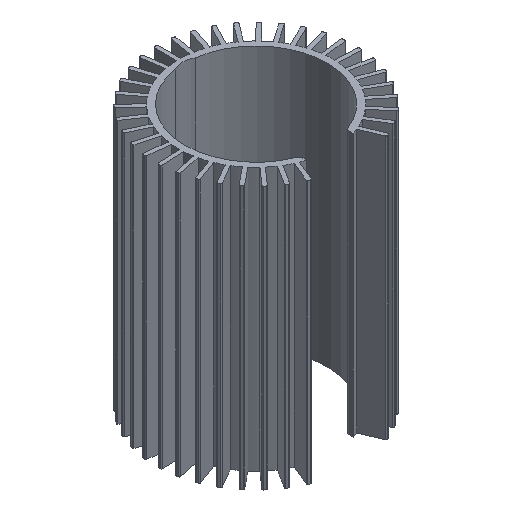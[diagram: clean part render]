
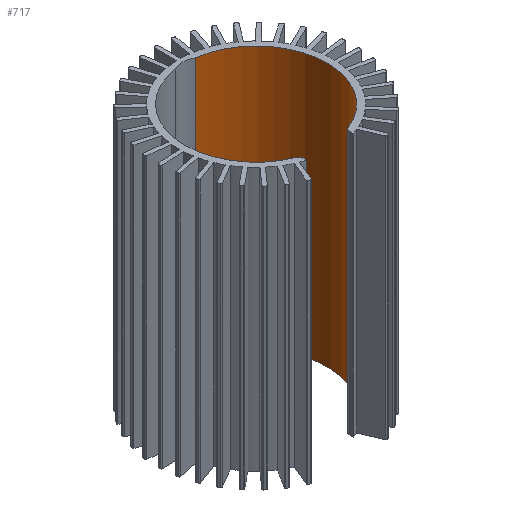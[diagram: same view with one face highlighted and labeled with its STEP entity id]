
A CAD part, isometric view. The second image highlights one B-rep face of the part: STEP entity #717.
In plain terms, the highlighted cylindrical face has radius 18.4 mm (diameter 36.8 mm), a partial arc.
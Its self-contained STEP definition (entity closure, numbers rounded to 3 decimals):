
#715 = VERTEX_POINT ( 'NONE', #4415 ) ;
#717 = ADVANCED_FACE ( 'NONE', ( #4429 ), #4426, .F. ) ;
#718 = EDGE_CURVE ( 'NONE', #715, #794, #4473, .T. ) ;
#724 = ORIENTED_EDGE ( 'NONE', *, *, #725, .F. ) ;
#725 = EDGE_CURVE ( 'NONE', #750, #715, #4458, .T. ) ;
#728 = ORIENTED_EDGE ( 'NONE', *, *, #754, .T. ) ;
#742 = EDGE_LOOP ( 'NONE', ( #765, #724, #749, #728 ) ) ;
#749 = ORIENTED_EDGE ( 'NONE', *, *, #752, .T. ) ;
#750 = VERTEX_POINT ( 'NONE', #4535 ) ;
#752 = EDGE_CURVE ( 'NONE', #750, #780, #4523, .T. ) ;
#754 = EDGE_CURVE ( 'NONE', #780, #794, #4530, .T. ) ;
#765 = ORIENTED_EDGE ( 'NONE', *, *, #718, .F. ) ;
#780 = VERTEX_POINT ( 'NONE', #4601 ) ;
#794 = VERTEX_POINT ( 'NONE', #4625 ) ;
#4415 = CARTESIAN_POINT ( 'NONE',  ( 2.502, 18.229, 0. ) ) ;
#4420 = AXIS2_PLACEMENT_3D ( 'NONE', #4439, #4438, #4468 ) ;
#4426 = CYLINDRICAL_SURFACE ( 'NONE', #4420, 18.4 ) ;
#4429 = FACE_OUTER_BOUND ( 'NONE', #742, .T. ) ;
#4438 = DIRECTION ( 'NONE',  ( 0., 0., -1. ) ) ;
#4439 = CARTESIAN_POINT ( 'NONE',  ( 0., 0., 68. ) ) ;
#4447 = DIRECTION ( 'NONE',  ( 1., 0., 0. ) ) ;
#4448 = DIRECTION ( 'NONE',  ( 0., 0., 1. ) ) ;
#4449 = CARTESIAN_POINT ( 'NONE',  ( 0., 0., 0. ) ) ;
#4450 = AXIS2_PLACEMENT_3D ( 'NONE', #4449, #4448, #4447 ) ;
#4458 = CIRCLE ( 'NONE', #4450, 18.4 ) ;
#4466 = DIRECTION ( 'NONE',  ( 0., 0., 1. ) ) ;
#4467 = VECTOR ( 'NONE', #4466, 1000. ) ;
#4468 = DIRECTION ( 'NONE',  ( -1., 0., 0. ) ) ;
#4472 = CARTESIAN_POINT ( 'NONE',  ( 2.502, 18.229, 34. ) ) ;
#4473 = LINE ( 'NONE', #4472, #4467 ) ;
#4513 = DIRECTION ( 'NONE',  ( 1., 0., 0. ) ) ;
#4514 = DIRECTION ( 'NONE',  ( 0., 0., 1. ) ) ;
#4520 = DIRECTION ( 'NONE',  ( 0., 0., 1. ) ) ;
#4521 = VECTOR ( 'NONE', #4520, 1000. ) ;
#4522 = CARTESIAN_POINT ( 'NONE',  ( 6.639, -17.16, 68. ) ) ;
#4523 = LINE ( 'NONE', #4522, #4521 ) ;
#4526 = AXIS2_PLACEMENT_3D ( 'NONE', #4528, #4514, #4513 ) ;
#4528 = CARTESIAN_POINT ( 'NONE',  ( 0., 0., 68. ) ) ;
#4530 = CIRCLE ( 'NONE', #4526, 18.4 ) ;
#4535 = CARTESIAN_POINT ( 'NONE',  ( 6.639, -17.16, 0. ) ) ;
#4601 = CARTESIAN_POINT ( 'NONE',  ( 6.639, -17.16, 68. ) ) ;
#4625 = CARTESIAN_POINT ( 'NONE',  ( 2.502, 18.229, 68. ) ) ;
